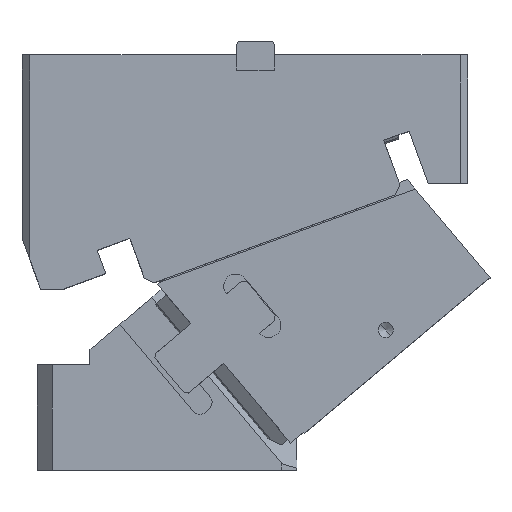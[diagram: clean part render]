
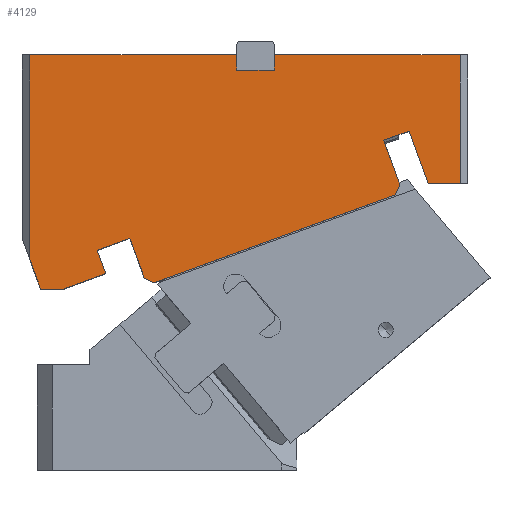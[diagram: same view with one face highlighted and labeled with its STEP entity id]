
A CAD part, top view. The second image highlights one B-rep face of the part: STEP entity #4129.
In plain terms, the highlighted planar face has unit normal (0, 0, 1).
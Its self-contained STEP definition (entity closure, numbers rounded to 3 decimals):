
#77=CARTESIAN_POINT('Vertex',(-172.614,54.316,55.)) ;
#80=CARTESIAN_POINT('Line Origine',(-172.678,54.345,55.)) ;
#84=CARTESIAN_POINT('Vertex',(-172.742,54.375,55.)) ;
#87=CARTESIAN_POINT('Line Origine',(-175.883,55.84,55.)) ;
#91=CARTESIAN_POINT('Vertex',(-179.023,57.304,55.)) ;
#171=CARTESIAN_POINT('Vertex',(-12.866,112.459,55.)) ;
#174=CARTESIAN_POINT('Line Origine',(-92.74,83.387,55.)) ;
#204=CARTESIAN_POINT('Vertex',(-9.878,118.868,55.)) ;
#207=CARTESIAN_POINT('Line Origine',(-11.342,115.727,55.)) ;
#211=CARTESIAN_POINT('Vertex',(-12.807,112.587,55.)) ;
#214=CARTESIAN_POINT('Line Origine',(-12.837,112.523,55.)) ;
#233=CARTESIAN_POINT('Line Origine',(-12.195,151.546,55.)) ;
#237=CARTESIAN_POINT('Vertex',(-20.652,148.468,55.)) ;
#239=CARTESIAN_POINT('Vertex',(-3.737,154.624,55.)) ;
#337=CARTESIAN_POINT('Line Origine',(2.564,137.312,55.)) ;
#341=CARTESIAN_POINT('Vertex',(8.865,120.,55.)) ;
#381=CARTESIAN_POINT('Vertex',(30.,120.,55.)) ;
#384=CARTESIAN_POINT('Line Origine',(19.432,120.,55.)) ;
#564=CARTESIAN_POINT('Vertex',(30.,205.,55.)) ;
#567=CARTESIAN_POINT('Line Origine',(30.,162.5,55.)) ;
#597=CARTESIAN_POINT('Vertex',(-93.,205.,55.)) ;
#600=CARTESIAN_POINT('Line Origine',(-31.5,205.,55.)) ;
#754=CARTESIAN_POINT('Vertex',(-93.,195.,55.)) ;
#757=CARTESIAN_POINT('Line Origine',(-93.,200.,55.)) ;
#780=CARTESIAN_POINT('Vertex',(-118.,195.,55.)) ;
#783=CARTESIAN_POINT('Line Origine',(-105.5,195.,55.)) ;
#816=CARTESIAN_POINT('Vertex',(-118.,205.,55.)) ;
#819=CARTESIAN_POINT('Line Origine',(-118.,200.,55.)) ;
#889=CARTESIAN_POINT('Vertex',(-255.,205.,55.)) ;
#892=CARTESIAN_POINT('Line Origine',(-186.5,205.,55.)) ;
#1022=CARTESIAN_POINT('Vertex',(-255.,70.155,55.)) ;
#1025=CARTESIAN_POINT('Line Origine',(-255.,137.577,55.)) ;
#1179=CARTESIAN_POINT('Vertex',(-247.664,50.,55.)) ;
#1182=CARTESIAN_POINT('Line Origine',(-251.332,60.077,55.)) ;
#1247=CARTESIAN_POINT('Vertex',(-232.714,50.,55.)) ;
#1250=CARTESIAN_POINT('Line Origine',(-240.189,50.,55.)) ;
#1316=CARTESIAN_POINT('Vertex',(-204.569,60.244,55.)) ;
#1319=CARTESIAN_POINT('Line Origine',(-218.641,55.122,55.)) ;
#1344=CARTESIAN_POINT('Vertex',(-210.208,75.738,55.)) ;
#1347=CARTESIAN_POINT('Line Origine',(-207.389,67.991,55.)) ;
#4083=CARTESIAN_POINT('Axis2P3D Location',(35.,205.,55.)) ;
#4088=CARTESIAN_POINT('Line Origine',(-15.265,133.668,55.)) ;
#4093=CARTESIAN_POINT('Line Origine',(-199.402,79.671,55.)) ;
#4097=CARTESIAN_POINT('Vertex',(-188.595,83.605,55.)) ;
#4100=CARTESIAN_POINT('Line Origine',(-183.809,70.454,55.)) ;
#81=DIRECTION('Vector Direction',(-0.906,0.423,0.)) ;
#88=DIRECTION('Vector Direction',(0.906,-0.423,0.)) ;
#175=DIRECTION('Vector Direction',(0.94,0.342,0.)) ;
#208=DIRECTION('Vector Direction',(0.423,0.906,0.)) ;
#215=DIRECTION('Vector Direction',(-0.423,-0.906,0.)) ;
#234=DIRECTION('Vector Direction',(0.94,0.342,0.)) ;
#338=DIRECTION('Vector Direction',(0.342,-0.94,0.)) ;
#385=DIRECTION('Vector Direction',(1.,0.,0.)) ;
#568=DIRECTION('Vector Direction',(0.,1.,0.)) ;
#601=DIRECTION('Vector Direction',(-1.,0.,0.)) ;
#758=DIRECTION('Vector Direction',(0.,1.,0.)) ;
#784=DIRECTION('Vector Direction',(1.,0.,0.)) ;
#820=DIRECTION('Vector Direction',(0.,1.,0.)) ;
#893=DIRECTION('Vector Direction',(-1.,0.,0.)) ;
#1026=DIRECTION('Vector Direction',(0.,-1.,0.)) ;
#1183=DIRECTION('Vector Direction',(0.342,-0.94,0.)) ;
#1251=DIRECTION('Vector Direction',(1.,0.,0.)) ;
#1320=DIRECTION('Vector Direction',(-0.94,-0.342,0.)) ;
#1348=DIRECTION('Vector Direction',(-0.342,0.94,0.)) ;
#4084=DIRECTION('Axis2P3D Direction',(0.,0.,1.)) ;
#4085=DIRECTION('Axis2P3D XDirection',(1.,0.,0.)) ;
#4089=DIRECTION('Vector Direction',(-0.342,0.94,0.)) ;
#4094=DIRECTION('Vector Direction',(-0.94,-0.342,0.)) ;
#4101=DIRECTION('Vector Direction',(-0.342,0.94,0.)) ;
#4086=AXIS2_PLACEMENT_3D('Plane Axis2P3D',#4083,#4084,#4085) ;
#4106=ORIENTED_EDGE('',*,*,#4092,.T.) ;
#4107=ORIENTED_EDGE('',*,*,#241,.T.) ;
#4108=ORIENTED_EDGE('',*,*,#343,.T.) ;
#4109=ORIENTED_EDGE('',*,*,#388,.T.) ;
#4110=ORIENTED_EDGE('',*,*,#571,.T.) ;
#4111=ORIENTED_EDGE('',*,*,#604,.T.) ;
#4112=ORIENTED_EDGE('',*,*,#761,.F.) ;
#4113=ORIENTED_EDGE('',*,*,#787,.F.) ;
#4114=ORIENTED_EDGE('',*,*,#823,.T.) ;
#4115=ORIENTED_EDGE('',*,*,#896,.T.) ;
#4116=ORIENTED_EDGE('',*,*,#1029,.T.) ;
#4117=ORIENTED_EDGE('',*,*,#1186,.T.) ;
#4118=ORIENTED_EDGE('',*,*,#1254,.T.) ;
#4119=ORIENTED_EDGE('',*,*,#1323,.F.) ;
#4120=ORIENTED_EDGE('',*,*,#1351,.T.) ;
#4121=ORIENTED_EDGE('',*,*,#4099,.F.) ;
#4122=ORIENTED_EDGE('',*,*,#4104,.F.) ;
#4123=ORIENTED_EDGE('',*,*,#93,.T.) ;
#4124=ORIENTED_EDGE('',*,*,#86,.F.) ;
#4125=ORIENTED_EDGE('',*,*,#178,.T.) ;
#4126=ORIENTED_EDGE('',*,*,#218,.F.) ;
#4127=ORIENTED_EDGE('',*,*,#213,.T.) ;
#82=VECTOR('Line Direction',#81,1.) ;
#89=VECTOR('Line Direction',#88,1.) ;
#176=VECTOR('Line Direction',#175,1.) ;
#209=VECTOR('Line Direction',#208,1.) ;
#216=VECTOR('Line Direction',#215,1.) ;
#235=VECTOR('Line Direction',#234,1.) ;
#339=VECTOR('Line Direction',#338,1.) ;
#386=VECTOR('Line Direction',#385,1.) ;
#569=VECTOR('Line Direction',#568,1.) ;
#602=VECTOR('Line Direction',#601,1.) ;
#759=VECTOR('Line Direction',#758,1.) ;
#785=VECTOR('Line Direction',#784,1.) ;
#821=VECTOR('Line Direction',#820,1.) ;
#894=VECTOR('Line Direction',#893,1.) ;
#1027=VECTOR('Line Direction',#1026,1.) ;
#1184=VECTOR('Line Direction',#1183,1.) ;
#1252=VECTOR('Line Direction',#1251,1.) ;
#1321=VECTOR('Line Direction',#1320,1.) ;
#1349=VECTOR('Line Direction',#1348,1.) ;
#4090=VECTOR('Line Direction',#4089,1.) ;
#4095=VECTOR('Line Direction',#4094,1.) ;
#4102=VECTOR('Line Direction',#4101,1.) ;
#4129=ADVANCED_FACE('CAM HOLDER',(#4128),#4087,.T.) ;
#86=EDGE_CURVE('',#78,#85,#83,.T.) ;
#93=EDGE_CURVE('',#92,#85,#90,.T.) ;
#178=EDGE_CURVE('',#78,#172,#177,.T.) ;
#213=EDGE_CURVE('',#212,#205,#210,.T.) ;
#218=EDGE_CURVE('',#212,#172,#217,.T.) ;
#241=EDGE_CURVE('',#238,#240,#236,.T.) ;
#343=EDGE_CURVE('',#240,#342,#340,.T.) ;
#388=EDGE_CURVE('',#342,#382,#387,.T.) ;
#571=EDGE_CURVE('',#382,#565,#570,.T.) ;
#604=EDGE_CURVE('',#565,#598,#603,.T.) ;
#761=EDGE_CURVE('',#755,#598,#760,.T.) ;
#787=EDGE_CURVE('',#781,#755,#786,.T.) ;
#823=EDGE_CURVE('',#781,#817,#822,.T.) ;
#896=EDGE_CURVE('',#817,#890,#895,.T.) ;
#1029=EDGE_CURVE('',#890,#1023,#1028,.T.) ;
#1186=EDGE_CURVE('',#1023,#1180,#1185,.T.) ;
#1254=EDGE_CURVE('',#1180,#1248,#1253,.T.) ;
#1323=EDGE_CURVE('',#1317,#1248,#1322,.T.) ;
#1351=EDGE_CURVE('',#1317,#1345,#1350,.T.) ;
#4092=EDGE_CURVE('',#205,#238,#4091,.T.) ;
#4099=EDGE_CURVE('',#4098,#1345,#4096,.T.) ;
#4104=EDGE_CURVE('',#92,#4098,#4103,.T.) ;
#4105=EDGE_LOOP('',(#4106,#4107,#4108,#4109,#4110,#4111,#4112,#4113,#4114,#4115,#4116,#4117,#4118,#4119,#4120,#4121,#4122,#4123,#4124,#4125,#4126,#4127)) ;
#4128=FACE_OUTER_BOUND('',#4105,.T.) ;
#83=LINE('Line',#80,#82) ;
#90=LINE('Line',#87,#89) ;
#177=LINE('Line',#174,#176) ;
#210=LINE('Line',#207,#209) ;
#217=LINE('Line',#214,#216) ;
#236=LINE('Line',#233,#235) ;
#340=LINE('Line',#337,#339) ;
#387=LINE('Line',#384,#386) ;
#570=LINE('Line',#567,#569) ;
#603=LINE('Line',#600,#602) ;
#760=LINE('Line',#757,#759) ;
#786=LINE('Line',#783,#785) ;
#822=LINE('Line',#819,#821) ;
#895=LINE('Line',#892,#894) ;
#1028=LINE('Line',#1025,#1027) ;
#1185=LINE('Line',#1182,#1184) ;
#1253=LINE('Line',#1250,#1252) ;
#1322=LINE('Line',#1319,#1321) ;
#1350=LINE('Line',#1347,#1349) ;
#4091=LINE('Line',#4088,#4090) ;
#4096=LINE('Line',#4093,#4095) ;
#4103=LINE('Line',#4100,#4102) ;
#4087=PLANE('Plane',#4086) ;
#78=VERTEX_POINT('',#77) ;
#85=VERTEX_POINT('',#84) ;
#92=VERTEX_POINT('',#91) ;
#172=VERTEX_POINT('',#171) ;
#205=VERTEX_POINT('',#204) ;
#212=VERTEX_POINT('',#211) ;
#238=VERTEX_POINT('',#237) ;
#240=VERTEX_POINT('',#239) ;
#342=VERTEX_POINT('',#341) ;
#382=VERTEX_POINT('',#381) ;
#565=VERTEX_POINT('',#564) ;
#598=VERTEX_POINT('',#597) ;
#755=VERTEX_POINT('',#754) ;
#781=VERTEX_POINT('',#780) ;
#817=VERTEX_POINT('',#816) ;
#890=VERTEX_POINT('',#889) ;
#1023=VERTEX_POINT('',#1022) ;
#1180=VERTEX_POINT('',#1179) ;
#1248=VERTEX_POINT('',#1247) ;
#1317=VERTEX_POINT('',#1316) ;
#1345=VERTEX_POINT('',#1344) ;
#4098=VERTEX_POINT('',#4097) ;
